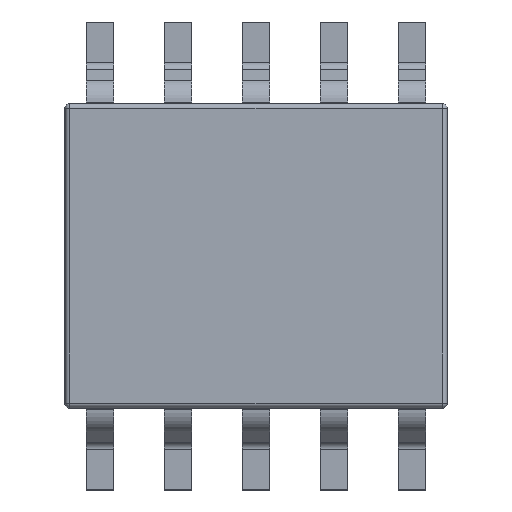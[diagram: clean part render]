
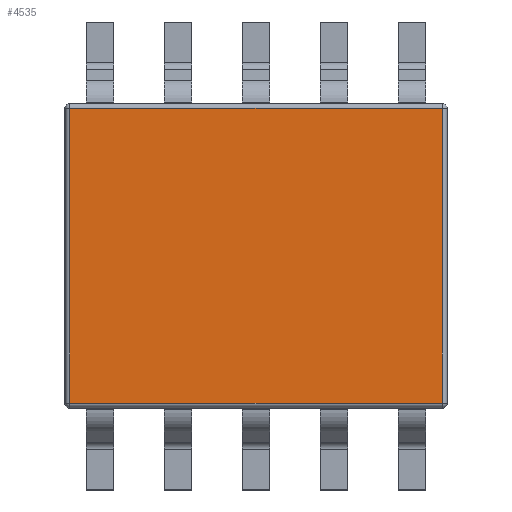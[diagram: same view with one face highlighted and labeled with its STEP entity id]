
A CAD part, top view. The second image highlights one B-rep face of the part: STEP entity #4535.
In plain terms, the highlighted planar face has unit normal (0, 0, 1).
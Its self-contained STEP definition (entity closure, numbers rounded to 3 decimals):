
#4496 = CARTESIAN_POINT ( 'NONE',  ( -2.389, 1.889, 1.65 ) ) ;
#4497 = VERTEX_POINT ( 'NONE', #4496 ) ;
#4498 = CARTESIAN_POINT ( 'NONE',  ( -2.389, -1.889, 1.65 ) ) ;
#4499 = VERTEX_POINT ( 'NONE', #4498 ) ;
#4500 = CARTESIAN_POINT ( 'NONE',  ( -2.389, 0., 1.65 ) ) ;
#4501 = DIRECTION ( 'NONE',  ( 0., -1., 0. ) ) ;
#4502 = VECTOR ( 'NONE', #4501, 1000. ) ;
#4503 = LINE ( 'NONE', #4500, #4502 ) ;
#4504 = EDGE_CURVE ( 'NONE', #4497, #4499, #4503, .T. ) ;
#4505 = ORIENTED_EDGE ( 'NONE', *, *, #4504, .T. ) ;
#4506 = CARTESIAN_POINT ( 'NONE',  ( 2.389, -1.889, 1.65 ) ) ;
#4507 = VERTEX_POINT ( 'NONE', #4506 ) ;
#4508 = CARTESIAN_POINT ( 'NONE',  ( 0., -1.889, 1.65 ) ) ;
#4509 = DIRECTION ( 'NONE',  ( 1., 0., 0. ) ) ;
#4510 = VECTOR ( 'NONE', #4509, 1000. ) ;
#4511 = LINE ( 'NONE', #4508, #4510 ) ;
#4512 = EDGE_CURVE ( 'NONE', #4499, #4507, #4511, .T. ) ;
#4513 = ORIENTED_EDGE ( 'NONE', *, *, #4512, .T. ) ;
#4514 = CARTESIAN_POINT ( 'NONE',  ( 2.389, 1.889, 1.65 ) ) ;
#4515 = VERTEX_POINT ( 'NONE', #4514 ) ;
#4516 = CARTESIAN_POINT ( 'NONE',  ( 2.389, 0., 1.65 ) ) ;
#4517 = DIRECTION ( 'NONE',  ( 0., 1., 0. ) ) ;
#4518 = VECTOR ( 'NONE', #4517, 1000. ) ;
#4519 = LINE ( 'NONE', #4516, #4518 ) ;
#4520 = EDGE_CURVE ( 'NONE', #4507, #4515, #4519, .T. ) ;
#4521 = ORIENTED_EDGE ( 'NONE', *, *, #4520, .T. ) ;
#4522 = CARTESIAN_POINT ( 'NONE',  ( 0., 1.889, 1.65 ) ) ;
#4523 = DIRECTION ( 'NONE',  ( -1., 0., 0. ) ) ;
#4524 = VECTOR ( 'NONE', #4523, 1000. ) ;
#4525 = LINE ( 'NONE', #4522, #4524 ) ;
#4526 = EDGE_CURVE ( 'NONE', #4515, #4497, #4525, .T. ) ;
#4527 = ORIENTED_EDGE ( 'NONE', *, *, #4526, .T. ) ;
#4528 = EDGE_LOOP ( 'NONE', ( #4505, #4513, #4521, #4527 ) ) ;
#4529 = FACE_OUTER_BOUND ( 'NONE', #4528, .T. ) ;
#4530 = CARTESIAN_POINT ( 'NONE',  ( 0., 0., 1.65 ) ) ;
#4531 = DIRECTION ( 'NONE',  ( 0., 0., -1. ) ) ;
#4532 = DIRECTION ( 'NONE',  ( 0., 1., 0. ) ) ;
#4533 = AXIS2_PLACEMENT_3D ( 'NONE', #4530, #4531, #4532 ) ;
#4534 = PLANE ( 'NONE', #4533 ) ;
#4535 = ADVANCED_FACE ( 'NONE', ( #4529 ), #4534, .F. ) ;
